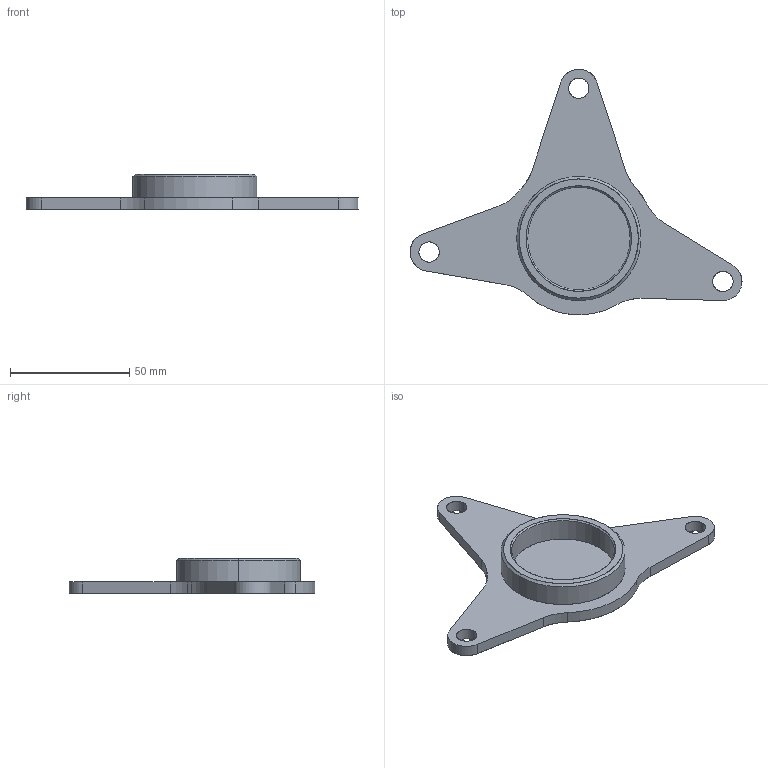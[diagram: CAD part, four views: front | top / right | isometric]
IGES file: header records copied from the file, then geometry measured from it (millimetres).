
Start section: SolidWorks IGES file using analytic representation for surfaces
Global section: file name: Cache_alternateur.IGS; native system: SolidWorks 2014; preprocessor: SolidWorks 2014; author: Thomas; date: 220210.110256; units: millimetre
Bounding box: 139.13 x 102.95 x 15 mm (x, y, z)
Surface area: 16980.9 mm2 (no closed solid volume)
Topology: 0 solids, 0 shells, 62 faces, 858 edges, 858 vertices
Faces by surface type: revolution 46, bspline 16
